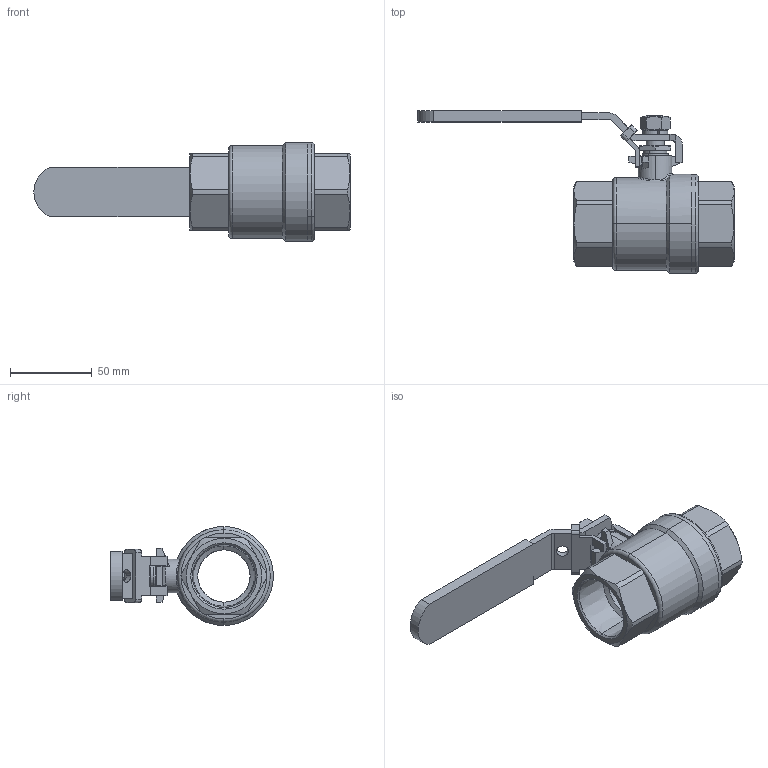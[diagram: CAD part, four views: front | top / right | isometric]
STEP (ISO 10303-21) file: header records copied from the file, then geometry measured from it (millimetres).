
FILE_DESCRIPTION (( 'STEP AP214' ), '1' );
FILE_NAME ('11-4QF278蚾饜极.STEP', '2024-12-24T03:31:32', ( 'Windows 蚚誧' ), ( 'Organization' ), 'SwSTEP 2.0', 'SolidWorks 2022', '' );
FILE_SCHEMA (( 'AUTOMOTIVE_DESIGN' ));
Length unit declared in the file: millimetre
Products named in the file (13): THRUST WASHER_11-4  11-2"; STEM PACKING_11-4  11-2"; hex nuts, style 1-grades ab gb_GB_FASTENER_NUT_SNAB1 M10-N; BODY; BALL SEAT_11-4"; HANDLE; STEM_11-4  11-2"; GLAND NUT_11-4 11-2"; BALL_11-4"; JOINT GASKET_11-4"; 11-4QF278蚾饜极; GB／T93-1987 10×2．6; CAP
Assembly tree (13 placements, depth 2):
  11-4QF278蚾饜极
    BODY
    JOINT GASKET_11-4"
    CAP
    GLAND NUT_11-4 11-2"
    BALL_11-4"
    BALL SEAT_11-4"  x2
    THRUST WASHER_11-4  11-2"
    STEM PACKING_11-4  11-2"
    STEM_11-4  11-2"
    GB／T93-1987 10×2．6
    hex nuts, style 1-grades ab gb_GB_FASTENER_NUT_SNAB1 M10-N
    HANDLE
Bounding box: 193.3 x 99.55 x 60.5 mm (x, y, z)
Volume: 155596.6 mm3; surface area: 81915 mm2
Topology: 14 solids, 14 shells, 528 faces, 1363 edges, 882 vertices
Faces by surface type: cylinder 287, plane 151, cone 65, bspline 15, torus 6, sphere 4
Entity records: 29172 total; most frequent: CARTESIAN_POINT 17112, ORIENTED_EDGE 2648, DIRECTION 2194, EDGE_CURVE 1324, VERTEX_POINT 859, AXIS2_PLACEMENT_3D 811, VECTOR 572, LINE 572
